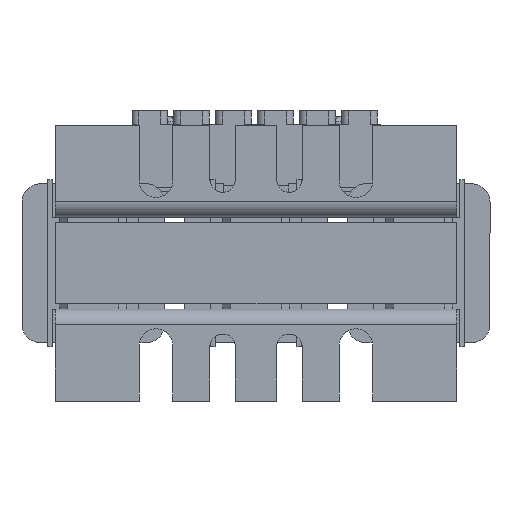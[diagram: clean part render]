
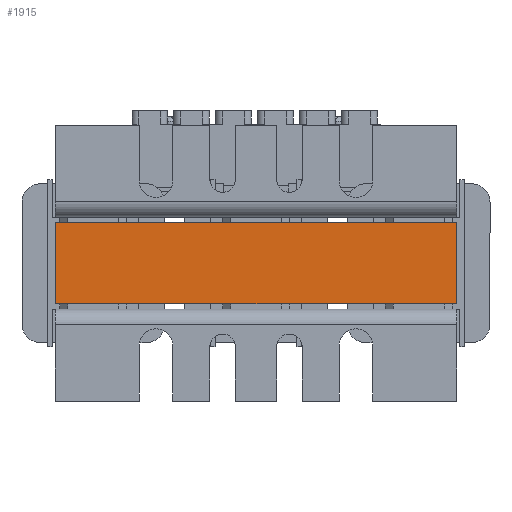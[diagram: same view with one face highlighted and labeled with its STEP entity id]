
A CAD part, front view. The second image highlights one B-rep face of the part: STEP entity #1915.
In plain terms, the highlighted planar face has unit normal (0, -1, 0).
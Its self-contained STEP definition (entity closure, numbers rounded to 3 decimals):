
#1915 = ADVANCED_FACE ( 'NONE', ( #27654 ), #4106, .F. ) ;
#3630 = ORIENTED_EDGE ( 'NONE', *, *, #24315, .F. ) ;
#3633 = ORIENTED_EDGE ( 'NONE', *, *, #24231, .F. ) ;
#3847 = ORIENTED_EDGE ( 'NONE', *, *, #24343, .F. ) ;
#3902 = ORIENTED_EDGE ( 'NONE', *, *, #24264, .F. ) ;
#4041 = DIRECTION ( 'NONE',  ( 0., 0., -1. ) ) ;
#4104 = DIRECTION ( 'NONE',  ( 0., 1., 0. ) ) ;
#4106 = PLANE ( 'NONE',  #27921 ) ;
#4135 = CARTESIAN_POINT ( 'NONE',  ( 66.016, -68.25, -61.193 ) ) ;
#5662 = EDGE_LOOP ( 'NONE', ( #3633, #3630, #3902, #3847 ) ) ;
#13147 = CARTESIAN_POINT ( 'NONE',  ( 66.016, -68.25, -92.193 ) ) ;
#13148 = DIRECTION ( 'NONE',  ( 0., 0., -1. ) ) ;
#13226 = CARTESIAN_POINT ( 'NONE',  ( -86.484, -68.25, -92.193 ) ) ;
#13227 = DIRECTION ( 'NONE',  ( 0., 0., 1. ) ) ;
#13336 = CARTESIAN_POINT ( 'NONE',  ( -86.484, -68.25, -61.193 ) ) ;
#13337 = DIRECTION ( 'NONE',  ( 1., 0., 0. ) ) ;
#13396 = CARTESIAN_POINT ( 'NONE',  ( -86.484, -68.25, -92.193 ) ) ;
#13397 = DIRECTION ( 'NONE',  ( -1., 0., 0. ) ) ;
#16333 = VECTOR ( 'NONE', #13148, 1000. ) ;
#16370 = VECTOR ( 'NONE', #13227, 1000. ) ;
#16424 = VECTOR ( 'NONE', #13337, 1000. ) ;
#16457 = VECTOR ( 'NONE', #13397, 1000. ) ;
#23724 = LINE ( 'NONE', #13147, #16333 ) ;
#23754 = LINE ( 'NONE', #13226, #16370 ) ;
#23801 = LINE ( 'NONE', #13336, #16424 ) ;
#23825 = LINE ( 'NONE', #13396, #16457 ) ;
#24231 = EDGE_CURVE ( 'NONE', #34341, #34756, #23724, .T. ) ;
#24264 = EDGE_CURVE ( 'NONE', #34218, #34587, #23754, .T. ) ;
#24315 = EDGE_CURVE ( 'NONE', #34587, #34341, #23801, .T. ) ;
#24343 = EDGE_CURVE ( 'NONE', #34756, #34218, #23825, .T. ) ;
#27654 = FACE_OUTER_BOUND ( 'NONE', #5662, .T. ) ;
#27921 = AXIS2_PLACEMENT_3D ( 'NONE', #4135, #4104, #4041 ) ;
#32697 = CARTESIAN_POINT ( 'NONE',  ( -86.484, -68.25, -92.193 ) ) ;
#32795 = CARTESIAN_POINT ( 'NONE',  ( 66.016, -68.25, -61.193 ) ) ;
#32866 = CARTESIAN_POINT ( 'NONE',  ( -86.484, -68.25, -61.193 ) ) ;
#32922 = CARTESIAN_POINT ( 'NONE',  ( 66.016, -68.25, -92.193 ) ) ;
#34218 = VERTEX_POINT ( 'NONE', #32697 ) ;
#34341 = VERTEX_POINT ( 'NONE', #32795 ) ;
#34587 = VERTEX_POINT ( 'NONE', #32866 ) ;
#34756 = VERTEX_POINT ( 'NONE', #32922 ) ;
